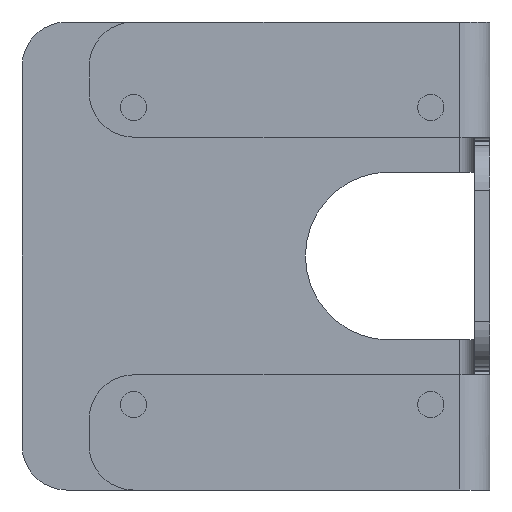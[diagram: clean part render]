
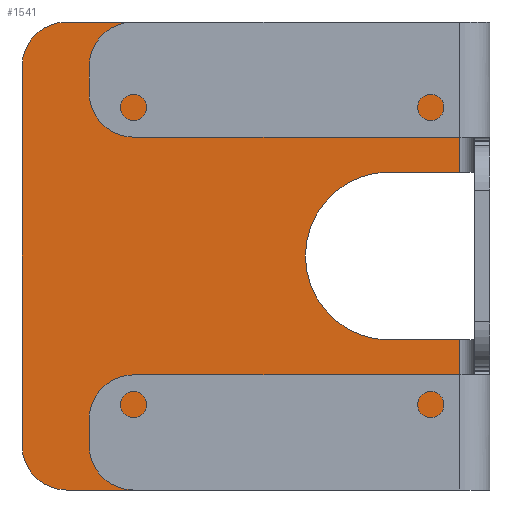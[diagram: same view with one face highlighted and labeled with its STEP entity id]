
A CAD part, left-side view. The second image highlights one B-rep face of the part: STEP entity #1541.
In plain terms, the highlighted planar face has unit normal (-1, 0, 0).
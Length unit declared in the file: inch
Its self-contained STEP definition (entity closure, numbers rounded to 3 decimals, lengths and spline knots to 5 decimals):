
#315=DIRECTION('',(0.,1.,0.));
#316=VECTOR('',#315,0.47228);
#317=CARTESIAN_POINT('',(7.8805,0.10236,-0.565));
#318=LINE('',#317,#316);
#319=DIRECTION('',(0.,1.,0.));
#320=VECTOR('',#319,2.64488);
#321=CARTESIAN_POINT('',(7.8805,0.10236,-1.575));
#322=LINE('',#321,#320);
#323=CARTESIAN_POINT('',(7.8805,2.74724,-1.275));
#324=DIRECTION('',(-1.,0.,0.));
#325=DIRECTION('',(0.,1.,0.));
#326=AXIS2_PLACEMENT_3D('',#323,#324,#325);
#328=DIRECTION('',(0.,0.,1.));
#329=VECTOR('',#328,2.55);
#330=CARTESIAN_POINT('',(7.8805,3.04724,-1.275));
#331=LINE('',#330,#329);
#332=CARTESIAN_POINT('',(7.8805,2.74724,1.275));
#333=DIRECTION('',(-1.,0.,0.));
#334=DIRECTION('',(0.,0.,1.));
#335=AXIS2_PLACEMENT_3D('',#332,#333,#334);
#337=DIRECTION('',(0.,-1.,0.));
#338=VECTOR('',#337,2.64488);
#339=CARTESIAN_POINT('',(7.8805,2.74724,1.575));
#340=LINE('',#339,#338);
#341=DIRECTION('',(0.,1.,0.));
#342=VECTOR('',#341,0.47228);
#343=CARTESIAN_POINT('',(7.8805,0.10236,0.565));
#344=LINE('',#343,#342);
#345=CARTESIAN_POINT('',(7.8805,0.57464,0.));
#346=DIRECTION('',(-1.,0.,0.));
#347=DIRECTION('',(0.,0.,1.));
#348=AXIS2_PLACEMENT_3D('',#345,#346,#347);
#350=DIRECTION('',(0.,0.,-1.));
#351=VECTOR('',#350,1.01);
#352=CARTESIAN_POINT('',(7.8805,0.10236,-0.565));
#353=LINE('',#352,#351);
#874=DIRECTION('',(0.,0.,-1.));
#875=VECTOR('',#874,1.01);
#876=CARTESIAN_POINT('',(7.8805,0.10236,1.575));
#877=LINE('',#876,#875);
#980=CARTESIAN_POINT('',(7.8805,0.10236,-1.575));
#982=VERTEX_POINT('',#980);
#984=CARTESIAN_POINT('',(7.8805,0.10236,1.575));
#986=VERTEX_POINT('',#984);
#992=CARTESIAN_POINT('',(7.8805,2.74724,1.575));
#993=VERTEX_POINT('',#992);
#994=CARTESIAN_POINT('',(7.8805,3.04724,1.275));
#995=VERTEX_POINT('',#994);
#1000=CARTESIAN_POINT('',(7.8805,3.04724,-1.275));
#1001=VERTEX_POINT('',#1000);
#1002=CARTESIAN_POINT('',(7.8805,2.74724,-1.575));
#1003=VERTEX_POINT('',#1002);
#1108=CARTESIAN_POINT('',(7.8805,0.10236,-0.565));
#1109=CARTESIAN_POINT('',(7.8805,0.57464,-0.565));
#1110=VERTEX_POINT('',#1108);
#1111=VERTEX_POINT('',#1109);
#1112=CARTESIAN_POINT('',(7.8805,0.57464,0.565));
#1113=VERTEX_POINT('',#1112);
#1114=CARTESIAN_POINT('',(7.8805,0.10236,0.565));
#1115=VERTEX_POINT('',#1114);
#1515=CARTESIAN_POINT('',(7.8805,-0.10236,0.82656));
#1516=DIRECTION('',(1.,0.,0.));
#1517=DIRECTION('',(0.,0.,-1.));
#1518=AXIS2_PLACEMENT_3D('',#1515,#1516,#1517);
#1519=PLANE('',#1518);
#1520=ORIENTED_EDGE('',*,*,#1505,.F.);
#1522=ORIENTED_EDGE('',*,*,#1521,.T.);
#1524=ORIENTED_EDGE('',*,*,#1523,.T.);
#1526=ORIENTED_EDGE('',*,*,#1525,.F.);
#1528=ORIENTED_EDGE('',*,*,#1527,.T.);
#1530=ORIENTED_EDGE('',*,*,#1529,.F.);
#1532=ORIENTED_EDGE('',*,*,#1531,.T.);
#1534=ORIENTED_EDGE('',*,*,#1533,.T.);
#1536=ORIENTED_EDGE('',*,*,#1535,.T.);
#1538=ORIENTED_EDGE('',*,*,#1537,.T.);
#1539=EDGE_LOOP('',(#1520,#1522,#1524,#1526,#1528,#1530,#1532,#1534,#1536,
#1538));
#1540=FACE_OUTER_BOUND('',#1539,.F.);
#327=CIRCLE('',#326,0.3);
#336=CIRCLE('',#335,0.3);
#349=CIRCLE('',#348,0.565);
#1505=EDGE_CURVE('',#1110,#1111,#318,.T.);
#1521=EDGE_CURVE('',#1110,#982,#353,.T.);
#1523=EDGE_CURVE('',#982,#1003,#322,.T.);
#1525=EDGE_CURVE('',#1001,#1003,#327,.T.);
#1527=EDGE_CURVE('',#1001,#995,#331,.T.);
#1529=EDGE_CURVE('',#993,#995,#336,.T.);
#1531=EDGE_CURVE('',#993,#986,#340,.T.);
#1533=EDGE_CURVE('',#986,#1115,#877,.T.);
#1535=EDGE_CURVE('',#1115,#1113,#344,.T.);
#1537=EDGE_CURVE('',#1113,#1111,#349,.T.);
#1541=ADVANCED_FACE('',(#1540),#1519,.F.);
